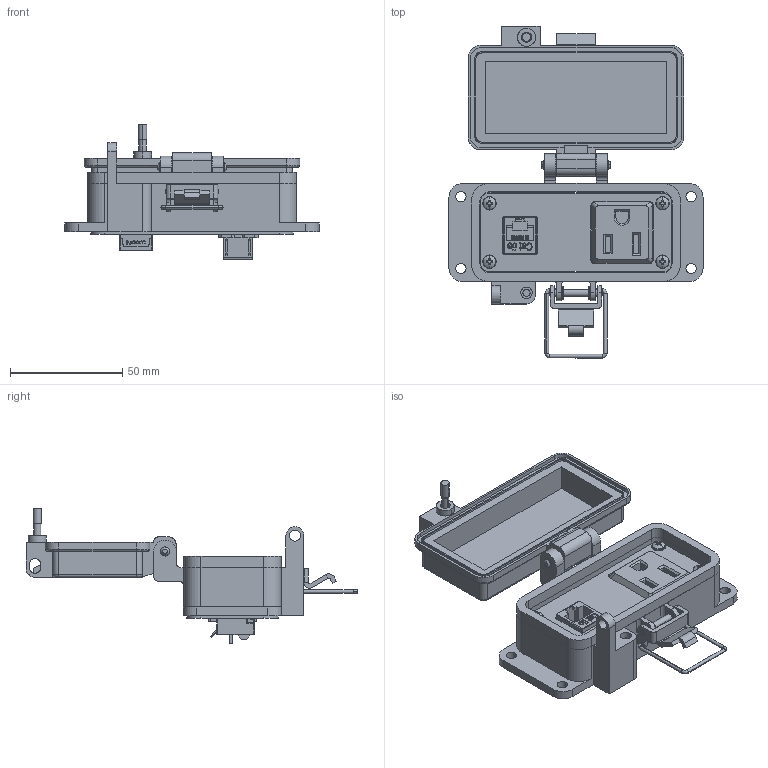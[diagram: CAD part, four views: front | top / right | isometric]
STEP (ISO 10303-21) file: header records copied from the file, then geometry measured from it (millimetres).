
FILE_DESCRIPTION (( 'STEP AP214' ), '1' );
FILE_NAME ('P-R33-F3R0_3D.STEP', '2017-09-06T15:56:41', ( '' ), ( '' ), 'SwSTEP 2.0', 'SolidWorks 2017', '' );
FILE_SCHEMA (( 'AUTOMOTIVE_DESIGN' ));
Length unit declared in the file: millimetre
Products named in the file (10): P-R33-F3R0_3D; 92005A124_METRIC PAN HEAD PHILLIPS MACHINE SCREW_92005A124; Z-H-F3; R; Z-200-R0SQ; R33; Z-300-RJ45C5SH; P-R33-F3R0_FP; P-R33-F3R0_TP; P-R33-F3R0_BP
Assembly tree (12 placements, depth 3):
  P-R33-F3R0_3D
    P-R33-F3R0_BP
    P-R33-F3R0_TP
    P-R33-F3R0_FP
    R33
      Z-300-RJ45C5SH
    R
      Z-200-R0SQ
    Z-H-F3
    92005A124_METRIC PAN HEAD PHILLIPS MACHINE SCREW_92005A124  x4
Bounding box: 113 x 147.61 x 60.32 mm (x, y, z)
Volume: 94728.4 mm3; surface area: 72929 mm2
Topology: 19 solids, 19 shells, 1897 faces, 5312 edges, 3498 vertices
Faces by surface type: cylinder 881, plane 718, bspline 229, cone 45, torus 16, sphere 8
Entity records: 57193 total; most frequent: CARTESIAN_POINT 20370, ORIENTED_EDGE 7444, DIRECTION 5808, EDGE_CURVE 3722, VERTEX_POINT 2451, LINE 2310, VECTOR 2310, AXIS2_PLACEMENT_3D 1749
